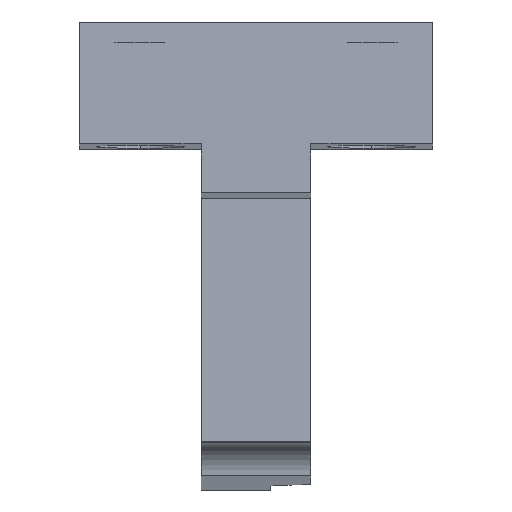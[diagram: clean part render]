
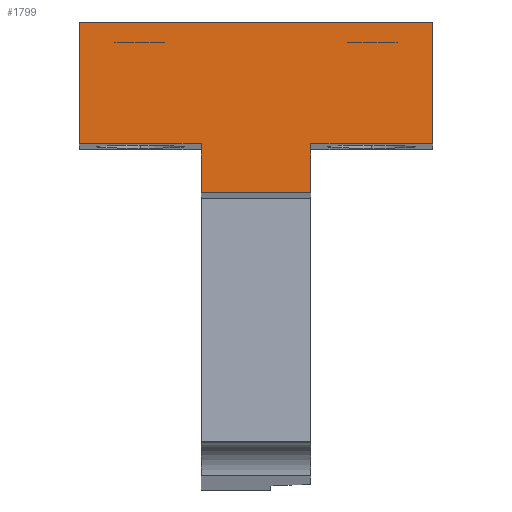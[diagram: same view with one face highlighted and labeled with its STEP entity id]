
A CAD part, front view. The second image highlights one B-rep face of the part: STEP entity #1799.
In plain terms, the highlighted planar face has unit normal (0, -0.999, 0.035).
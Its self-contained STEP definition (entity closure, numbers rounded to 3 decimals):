
#43=DIRECTION('',(0.,-0.035,-0.999));
#44=VECTOR('',#43,1.2);
#45=CARTESIAN_POINT('',(-0.49,27.6,3.178));
#46=LINE('',#45,#44);
#88=DIRECTION('',(-1.,0.,0.));
#89=VECTOR('',#88,1.5);
#90=CARTESIAN_POINT('',(-4.69,27.705,6.176));
#91=LINE('',#90,#89);
#101=DIRECTION('',(-1.,0.,0.));
#102=VECTOR('',#101,1.5);
#103=CARTESIAN_POINT('',(2.51,27.705,6.176));
#104=LINE('',#103,#102);
#124=DIRECTION('',(-1.,0.,0.));
#125=VECTOR('',#124,5.7);
#126=CARTESIAN_POINT('',(1.01,27.705,6.176));
#127=LINE('',#126,#125);
#280=DIRECTION('',(0.,-0.035,-0.999));
#281=VECTOR('',#280,1.2);
#282=CARTESIAN_POINT('',(-3.19,27.6,3.178));
#283=LINE('',#282,#281);
#638=DIRECTION('',(0.,0.035,0.999));
#639=VECTOR('',#638,3.);
#640=CARTESIAN_POINT('',(2.51,27.6,3.178));
#641=LINE('',#640,#639);
#642=DIRECTION('',(1.,0.,0.));
#643=VECTOR('',#642,3.);
#644=CARTESIAN_POINT('',(-0.49,27.6,3.178));
#645=LINE('',#644,#643);
#646=DIRECTION('',(1.,0.,0.));
#647=VECTOR('',#646,2.7);
#648=CARTESIAN_POINT('',(-3.19,27.559,1.978));
#649=LINE('',#648,#647);
#650=DIRECTION('',(1.,0.,0.));
#651=VECTOR('',#650,3.);
#652=CARTESIAN_POINT('',(-6.19,27.6,3.178));
#653=LINE('',#652,#651);
#654=DIRECTION('',(0.,-0.035,-0.999));
#655=VECTOR('',#654,3.);
#656=CARTESIAN_POINT('',(-6.19,27.705,6.176));
#657=LINE('',#656,#655);
#920=CARTESIAN_POINT('',(-0.49,27.559,1.978));
#921=VERTEX_POINT('',#920);
#922=CARTESIAN_POINT('',(-3.19,27.559,1.978));
#923=VERTEX_POINT('',#922);
#924=CARTESIAN_POINT('',(-6.19,27.705,6.176));
#925=CARTESIAN_POINT('',(-6.19,27.6,3.178));
#926=VERTEX_POINT('',#924);
#927=VERTEX_POINT('',#925);
#928=CARTESIAN_POINT('',(2.51,27.6,3.178));
#929=CARTESIAN_POINT('',(2.51,27.705,6.176));
#930=VERTEX_POINT('',#928);
#931=VERTEX_POINT('',#929);
#944=CARTESIAN_POINT('',(-0.49,27.6,3.178));
#945=VERTEX_POINT('',#944);
#950=CARTESIAN_POINT('',(-3.19,27.6,3.178));
#951=VERTEX_POINT('',#950);
#972=CARTESIAN_POINT('',(-4.69,27.705,6.176));
#973=VERTEX_POINT('',#972);
#994=CARTESIAN_POINT('',(1.01,27.705,6.176));
#995=VERTEX_POINT('',#994);
#1780=CARTESIAN_POINT('',(-0.49,27.705,6.176));
#1781=DIRECTION('',(0.,-0.999,0.035));
#1782=DIRECTION('',(0.,-0.035,-0.999));
#1783=AXIS2_PLACEMENT_3D('',#1780,#1781,#1782);
#1784=PLANE('',#1783);
#1785=ORIENTED_EDGE('',*,*,#1109,.F.);
#1787=ORIENTED_EDGE('',*,*,#1786,.F.);
#1789=ORIENTED_EDGE('',*,*,#1788,.F.);
#1790=ORIENTED_EDGE('',*,*,#1033,.T.);
#1791=ORIENTED_EDGE('',*,*,#1775,.F.);
#1792=ORIENTED_EDGE('',*,*,#1286,.F.);
#1793=ORIENTED_EDGE('',*,*,#1269,.F.);
#1794=ORIENTED_EDGE('',*,*,#1170,.F.);
#1795=ORIENTED_EDGE('',*,*,#1084,.F.);
#1796=ORIENTED_EDGE('',*,*,#1137,.F.);
#1797=EDGE_LOOP('',(#1785,#1787,#1789,#1790,#1791,#1792,#1793,#1794,#1795,
#1796));
#1798=FACE_OUTER_BOUND('',#1797,.F.);
#1799=ADVANCED_FACE('',(#1798),#1784,.T.);
#1033=EDGE_CURVE('',#945,#921,#46,.T.);
#1084=EDGE_CURVE('',#973,#926,#91,.T.);
#1109=EDGE_CURVE('',#931,#995,#104,.T.);
#1137=EDGE_CURVE('',#995,#973,#127,.T.);
#1170=EDGE_CURVE('',#926,#927,#657,.T.);
#1269=EDGE_CURVE('',#927,#951,#653,.T.);
#1286=EDGE_CURVE('',#951,#923,#283,.T.);
#1775=EDGE_CURVE('',#923,#921,#649,.T.);
#1786=EDGE_CURVE('',#930,#931,#641,.T.);
#1788=EDGE_CURVE('',#945,#930,#645,.T.);
